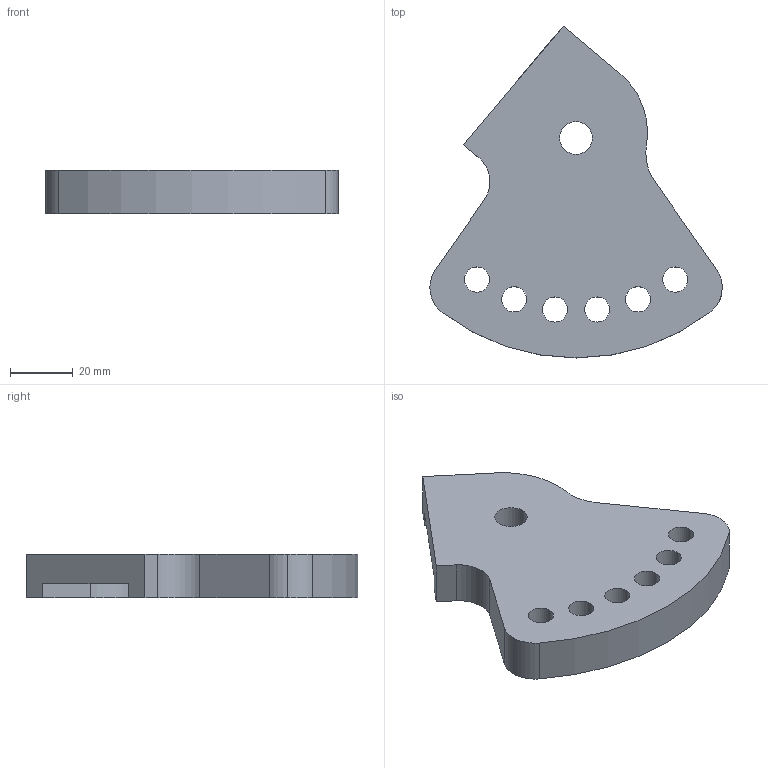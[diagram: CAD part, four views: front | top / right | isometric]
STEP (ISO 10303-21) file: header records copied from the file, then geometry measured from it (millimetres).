
FILE_DESCRIPTION (( 'STEP AP214' ), '1' );
FILE_NAME ('Regulador-der.STEP', '2024-07-24T13:41:23', ( '' ), ( '' ), 'SwSTEP 2.0', 'SolidWorks 2023', '' );
FILE_SCHEMA (( 'AUTOMOTIVE_DESIGN' ));
Length unit declared in the file: millimetre
Products named in the file (1): Regulador-der
Bounding box: 93.03 x 105.63 x 14 mm (x, y, z)
Volume: 72477.5 mm3; surface area: 18287 mm2
Topology: 1 solids, 1 shells, 33 faces, 93 edges, 62 vertices
Faces by surface type: cylinder 23, plane 10
Entity records: 1144 total; most frequent: DIRECTION 207, CARTESIAN_POINT 189, ORIENTED_EDGE 186, EDGE_CURVE 93, AXIS2_PLACEMENT_3D 80, VERTEX_POINT 62, LINE 47, EDGE_LOOP 47
